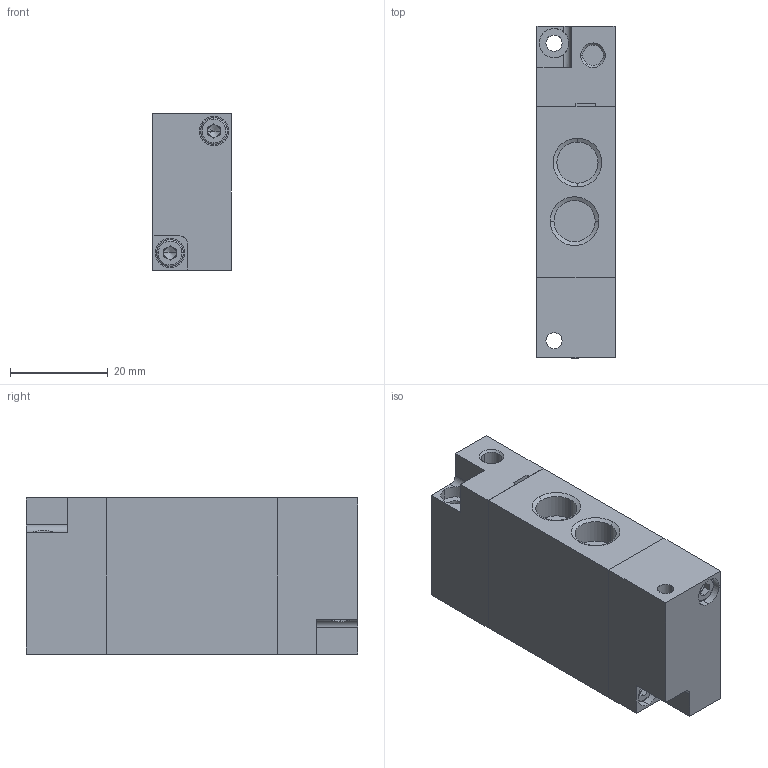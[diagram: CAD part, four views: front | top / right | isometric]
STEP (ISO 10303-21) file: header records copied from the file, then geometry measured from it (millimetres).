
FILE_DESCRIPTION (( 'STEP AP214' ), '1' );
FILE_NAME ('05_230_4.STEP', '2016-06-22T06:07:49', ( '' ), ( '' ), 'SwSTEP 2.0', 'SolidWorks 2016', '' );
FILE_SCHEMA (( 'AUTOMOTIVE_DESIGN' ));
Length unit declared in the file: millimetre
Products named in the file (1): 05_230_4
Bounding box: 16 x 68 x 32 mm (x, y, z)
Volume: 32326.7 mm3; surface area: 12319.9 mm2
Topology: 7 solids, 7 shells, 704 faces, 1783 edges, 1103 vertices
Faces by surface type: cone 370, cylinder 217, plane 101, torus 16
Entity records: 22691 total; most frequent: CARTESIAN_POINT 4922, DIRECTION 4140, ORIENTED_EDGE 3550, EDGE_CURVE 1775, AXIS2_PLACEMENT_3D 1690, VERTEX_POINT 1103, CIRCLE 985, VECTOR 760
